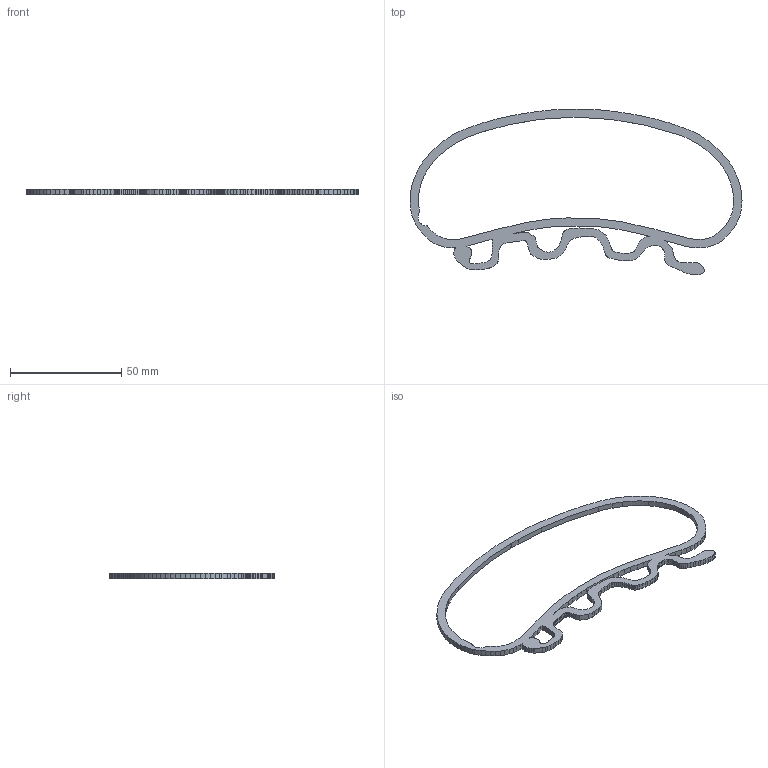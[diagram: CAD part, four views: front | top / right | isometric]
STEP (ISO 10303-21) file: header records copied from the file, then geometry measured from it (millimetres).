
FILE_DESCRIPTION (( 'STEP AP214' ), '1' );
FILE_NAME ('condiment.step', '2024-09-18T19:06:17', ( '' ), ( '' ), 'SwSTEP 2.0', 'SolidWorks 2022', '' );
FILE_SCHEMA (( 'AUTOMOTIVE_DESIGN' ));
Length unit declared in the file: inch
Products named in the file (1): condiment
Bounding box: 149.49 x 74.61 x 2.54 mm (x, y, z)
Volume: 4762.9 mm3; surface area: 6219.2 mm2
Topology: 1 solids, 1 shells, 470 faces, 1404 edges, 936 vertices
Faces by surface type: bspline 309, plane 161
Entity records: 17350 total; most frequent: CARTESIAN_POINT 6804, ORIENTED_EDGE 2808, EDGE_CURVE 1404, DIRECTION 1110, VERTEX_POINT 936, LINE 786, VECTOR 786, B_SPLINE_CURVE_WITH_KNOTS 618
